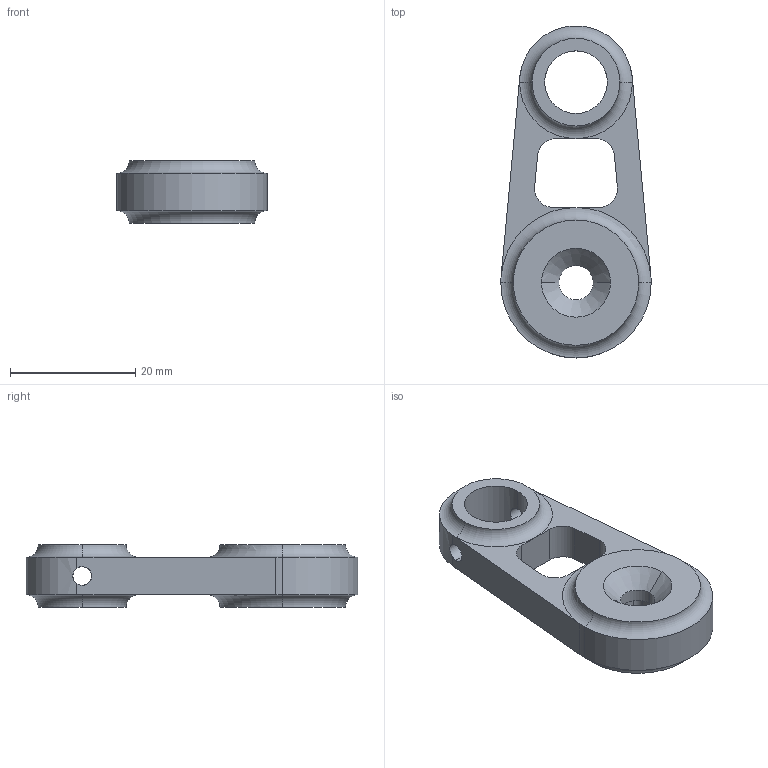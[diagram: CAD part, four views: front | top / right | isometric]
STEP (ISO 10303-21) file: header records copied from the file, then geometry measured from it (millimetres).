
FILE_DESCRIPTION (( 'STEP AP214' ), '1' );
FILE_NAME ('K4-EXCENTRIQUE VILLEBREQUIN.STEP', '2022-05-23T19:14:40', ( '' ), ( '' ), 'SwSTEP 2.0', 'SolidWorks 2021', '' );
FILE_SCHEMA (( 'AUTOMOTIVE_DESIGN' ));
Length unit declared in the file: millimetre
Products named in the file (1): K4-EXCENTRIQUE VILLEBREQUIN
Bounding box: 24 x 52.97 x 10 mm (x, y, z)
Volume: 6067.1 mm3; surface area: 3460.1 mm2
Topology: 1 solids, 1 shells, 50 faces, 137 edges, 84 vertices
Faces by surface type: cylinder 21, plane 19, torus 8, cone 2
Entity records: 1769 total; most frequent: CARTESIAN_POINT 428, DIRECTION 291, ORIENTED_EDGE 274, EDGE_CURVE 137, AXIS2_PLACEMENT_3D 115, VERTEX_POINT 84, CIRCLE 64, VECTOR 61
